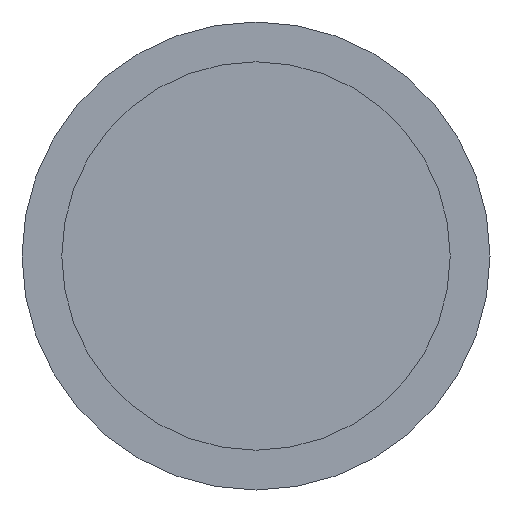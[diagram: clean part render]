
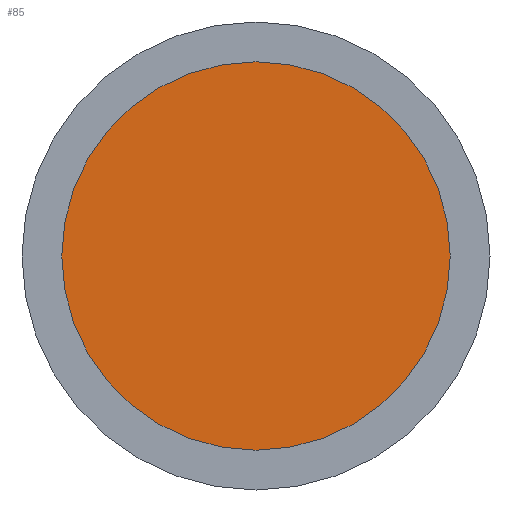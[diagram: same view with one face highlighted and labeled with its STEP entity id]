
A CAD part, front view. The second image highlights one B-rep face of the part: STEP entity #85.
In plain terms, the highlighted planar face has unit normal (0, -1, 0).
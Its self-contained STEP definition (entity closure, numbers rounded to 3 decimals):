
#85 = ADVANCED_FACE( '', ( #180 ), #181, .F. );
#180 = FACE_OUTER_BOUND( '', #315, .T. );
#181 = PLANE( '', #316 );
#315 = EDGE_LOOP( '', ( #476 ) );
#316 = AXIS2_PLACEMENT_3D( '', #477, #478, #479 );
#476 = ORIENTED_EDGE( '', *, *, #591, .T. );
#477 = CARTESIAN_POINT( '', ( 20.75, 3., 0. ) );
#478 = DIRECTION( '', ( 0., 1., 0. ) );
#479 = DIRECTION( '', ( 0., 0., 1. ) );
#591 = EDGE_CURVE( '', #687, #687, #688, .T. );
#687 = VERTEX_POINT( '', #812 );
#688 = CIRCLE( '', #813, 20.75 );
#812 = CARTESIAN_POINT( '', ( 0., 3., -20.75 ) );
#813 = AXIS2_PLACEMENT_3D( '', #892, #893, #894 );
#892 = CARTESIAN_POINT( '', ( 0., 3., 0. ) );
#893 = DIRECTION( '', ( 0., -1., 0. ) );
#894 = DIRECTION( '', ( 0., 0., -1. ) );
